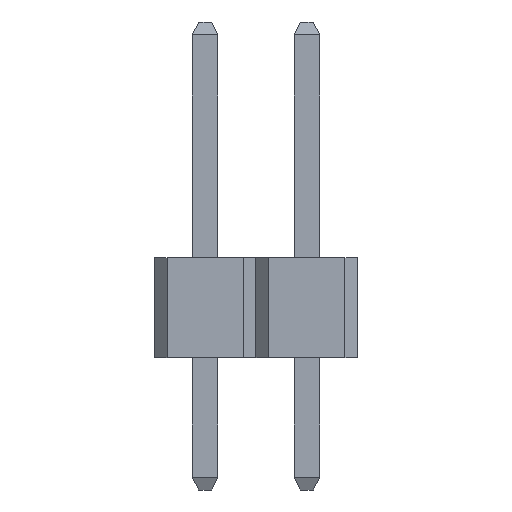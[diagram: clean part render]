
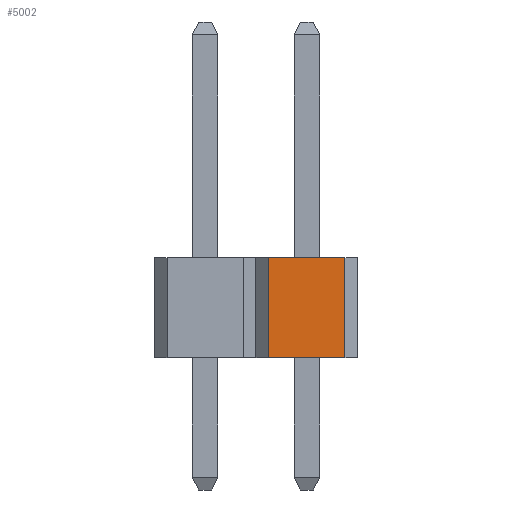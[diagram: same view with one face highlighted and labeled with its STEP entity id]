
A CAD part, left-side view. The second image highlights one B-rep face of the part: STEP entity #5002.
In plain terms, the highlighted planar face has unit normal (-1, 0, 0).
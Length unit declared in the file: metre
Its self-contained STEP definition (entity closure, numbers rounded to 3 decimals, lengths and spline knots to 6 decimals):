
#948=ORIENTED_EDGE('',*,*,#1852,.T.);
#949=ORIENTED_EDGE('',*,*,#1853,.T.);
#950=ORIENTED_EDGE('',*,*,#1854,.F.);
#951=ORIENTED_EDGE('',*,*,#1855,.T.);
#1852=EDGE_CURVE('',#2348,#2349,#2940,.T.);
#1853=EDGE_CURVE('',#2349,#2350,#2941,.T.);
#1854=EDGE_CURVE('',#2351,#2350,#2942,.T.);
#1855=EDGE_CURVE('',#2351,#2348,#2943,.T.);
#2348=VERTEX_POINT('',#7980);
#2349=VERTEX_POINT('',#7981);
#2350=VERTEX_POINT('',#7983);
#2351=VERTEX_POINT('',#7985);
#2940=LINE('',#7979,#3612);
#2941=LINE('',#7982,#3613);
#2942=LINE('',#7984,#3614);
#2943=LINE('',#7986,#3615);
#3612=VECTOR('',#6625,1.);
#3613=VECTOR('',#6626,1.);
#3614=VECTOR('',#6627,1.);
#3615=VECTOR('',#6628,1.);
#4064=EDGE_LOOP('',(#948,#949,#950,#951));
#4380=FACE_BOUND('',#4064,.T.);
#4696=PLANE('',#5609);
#5002=ADVANCED_FACE('',(#4380),#4696,.F.);
#5609=AXIS2_PLACEMENT_3D('',#7978,#6623,#6624);
#6623=DIRECTION('',(1.,0.,0.));
#6624=DIRECTION('',(0.,0.,-1.));
#6625=DIRECTION('',(0.,-1.,0.));
#6626=DIRECTION('',(0.,0.,1.));
#6627=DIRECTION('',(0.,-1.,0.));
#6628=DIRECTION('',(0.,0.,-1.));
#7978=CARTESIAN_POINT('',(-0.00127,0.,0.0025));
#7979=CARTESIAN_POINT('',(-0.00127,0.,0.));
#7980=CARTESIAN_POINT('',(-0.00127,0.00095,0.));
#7981=CARTESIAN_POINT('',(-0.00127,-0.00095,0.));
#7982=CARTESIAN_POINT('',(-0.00127,-0.00095,0.0025));
#7983=CARTESIAN_POINT('',(-0.00127,-0.00095,0.0025));
#7984=CARTESIAN_POINT('',(-0.00127,0.,0.0025));
#7985=CARTESIAN_POINT('',(-0.00127,0.00095,0.0025));
#7986=CARTESIAN_POINT('',(-0.00127,0.00095,0.));
